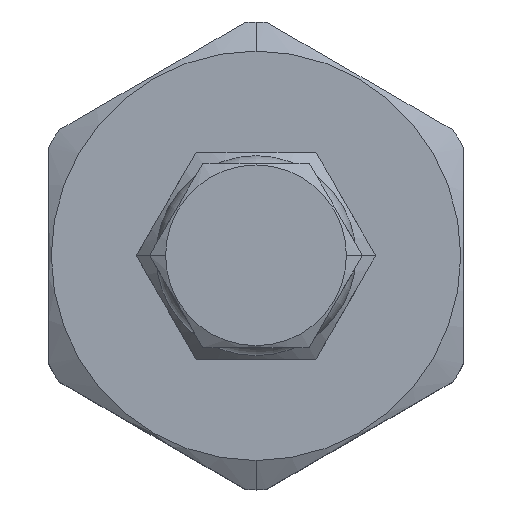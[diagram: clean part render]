
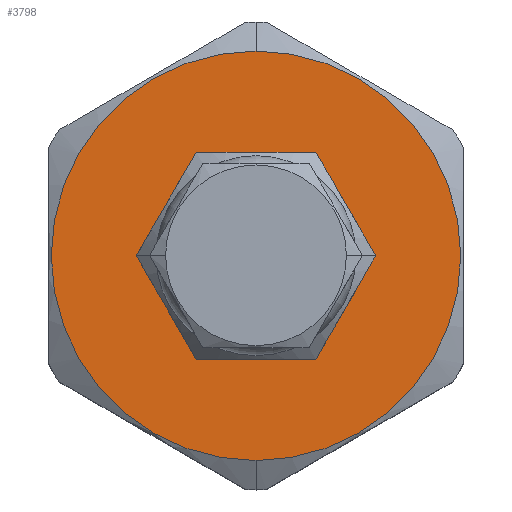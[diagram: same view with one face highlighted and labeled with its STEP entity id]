
A CAD part, top view. The second image highlights one B-rep face of the part: STEP entity #3798.
In plain terms, the highlighted planar face has unit normal (0, 0, 1).
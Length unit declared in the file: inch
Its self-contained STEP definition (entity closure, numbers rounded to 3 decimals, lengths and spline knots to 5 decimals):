
#6=CARTESIAN_POINT('',(0.,0.,2.751));
#7=DIRECTION('',(0.,0.,1.));
#8=DIRECTION('',(0.,-1.,0.));
#9=AXIS2_PLACEMENT_3D('',#6,#7,#8);
#11=CARTESIAN_POINT('',(0.,0.,2.751));
#12=DIRECTION('',(0.,0.,1.));
#13=DIRECTION('',(0.,1.,0.));
#14=AXIS2_PLACEMENT_3D('',#11,#12,#13);
#16=CARTESIAN_POINT('',(0.,0.,2.751));
#17=DIRECTION('',(0.,0.,1.));
#18=DIRECTION('',(-1.,0.,0.));
#19=AXIS2_PLACEMENT_3D('',#16,#17,#18);
#21=CARTESIAN_POINT('',(0.,0.,2.751));
#22=DIRECTION('',(0.,0.,1.));
#23=DIRECTION('',(1.,0.,0.));
#24=AXIS2_PLACEMENT_3D('',#21,#22,#23);
#3517=CARTESIAN_POINT('',(0.,-0.555,2.751));
#3518=CARTESIAN_POINT('',(0.,0.555,2.751));
#3519=VERTEX_POINT('',#3517);
#3520=VERTEX_POINT('',#3518);
#3656=CARTESIAN_POINT('',(-0.271,0.,2.751));
#3657=CARTESIAN_POINT('',(0.271,0.,2.751));
#3658=VERTEX_POINT('',#3656);
#3659=VERTEX_POINT('',#3657);
#3782=CARTESIAN_POINT('',(0.,0.,2.751));
#3783=DIRECTION('',(0.,0.,1.));
#3784=DIRECTION('',(0.,1.,0.));
#3785=AXIS2_PLACEMENT_3D('',#3782,#3783,#3784);
#3786=PLANE('',#3785);
#3788=ORIENTED_EDGE('',*,*,#3787,.F.);
#3790=ORIENTED_EDGE('',*,*,#3789,.F.);
#3791=EDGE_LOOP('',(#3788,#3790));
#3792=FACE_OUTER_BOUND('',#3791,.F.);
#3793=ORIENTED_EDGE('',*,*,#3771,.T.);
#3795=ORIENTED_EDGE('',*,*,#3794,.T.);
#3796=EDGE_LOOP('',(#3793,#3795));
#3797=FACE_BOUND('',#3796,.F.);
#3798=ADVANCED_FACE('',(#3792,#3797),#3786,.T.);
#10=CIRCLE('',#9,0.555);
#15=CIRCLE('',#14,0.555);
#20=CIRCLE('',#19,0.271);
#25=CIRCLE('',#24,0.271);
#3771=EDGE_CURVE('',#3658,#3659,#20,.T.);
#3787=EDGE_CURVE('',#3519,#3520,#10,.T.);
#3789=EDGE_CURVE('',#3520,#3519,#15,.T.);
#3794=EDGE_CURVE('',#3659,#3658,#25,.T.);
